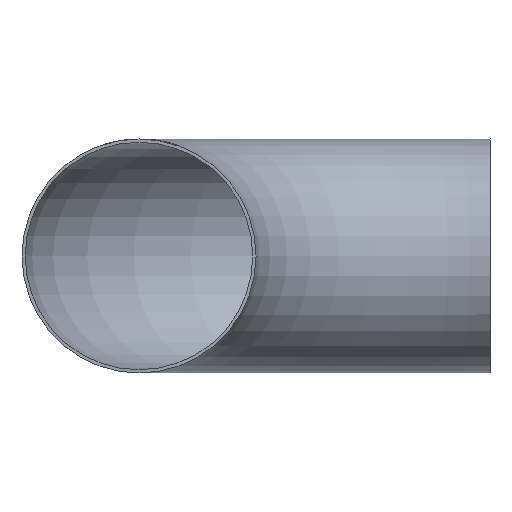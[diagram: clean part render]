
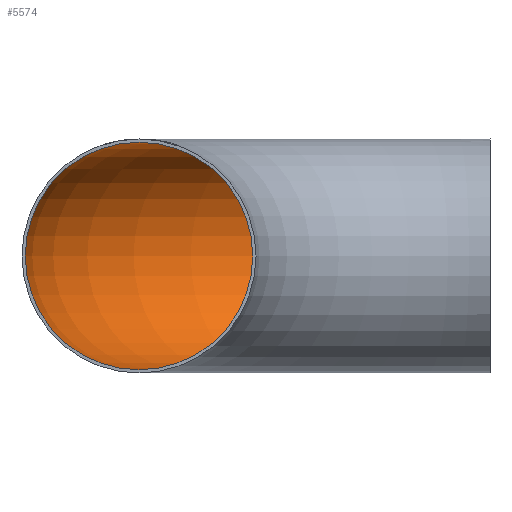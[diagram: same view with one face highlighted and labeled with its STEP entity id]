
A CAD part, front view. The second image highlights one B-rep face of the part: STEP entity #5574.
In plain terms, the highlighted toroidal (fillet/blend) face has major radius 304.8 mm and minor radius 98.831 mm.
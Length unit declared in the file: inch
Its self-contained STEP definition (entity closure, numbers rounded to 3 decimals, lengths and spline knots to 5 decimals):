
#15=CIRCLE('',#5729,3.891);
#16=CIRCLE('',#5730,3.891);
#891=FACE_BOUND('',#1549,.T.);
#1205=FACE_OUTER_BOUND('',#1548,.T.);
#1548=EDGE_LOOP('',(#5200));
#1549=EDGE_LOOP('',(#5201));
#2677=VERTEX_POINT('',#12923);
#2678=VERTEX_POINT('',#12925);
#3521=EDGE_CURVE('',#2677,#2677,#15,.T.);
#3522=EDGE_CURVE('',#2678,#2678,#16,.T.);
#5200=ORIENTED_EDGE('',*,*,#3521,.F.);
#5201=ORIENTED_EDGE('',*,*,#3522,.F.);
#5241=TOROIDAL_SURFACE('',#5728,12.,3.891);
#5574=ADVANCED_FACE('',(#1205,#891),#5241,.F.);
#5728=AXIS2_PLACEMENT_3D('',#12922,#6310,#6311);
#5729=AXIS2_PLACEMENT_3D('',#12924,#6312,#6313);
#5730=AXIS2_PLACEMENT_3D('',#12926,#6314,#6315);
#6310=DIRECTION('center_axis',(0.,0.,-1.));
#6311=DIRECTION('ref_axis',(-1.,0.,0.));
#6312=DIRECTION('center_axis',(-1.,0.,0.));
#6313=DIRECTION('ref_axis',(0.,1.,0.));
#6314=DIRECTION('center_axis',(0.,1.,0.));
#6315=DIRECTION('ref_axis',(-1.,0.,0.));
#12922=CARTESIAN_POINT('Origin',(12.,0.,0.));
#12923=CARTESIAN_POINT('',(12.,15.891,0.));
#12924=CARTESIAN_POINT('Origin',(12.,12.,0.));
#12925=CARTESIAN_POINT('',(-3.891,0.,0.));
#12926=CARTESIAN_POINT('Origin',(0.,0.,0.));
